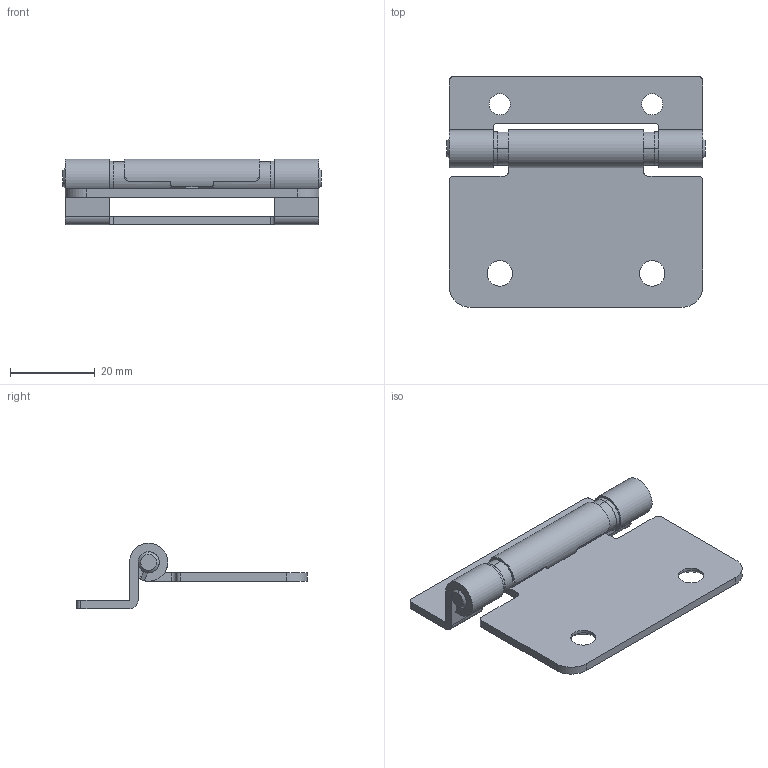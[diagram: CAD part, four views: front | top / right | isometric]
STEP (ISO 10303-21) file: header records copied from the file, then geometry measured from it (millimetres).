
FILE_DESCRIPTION( (''), '2;1');
FILE_NAME ('PC50.10060.TH_176_8508.stp','2019-12-26T16:05:04',(''),(''),'spGate 15.6.1','','');
FILE_SCHEMA (('AUTOMOTIVE_DESIGN'));
Length unit declared in the file: millimetre
Products named in the file (4): Assembly; ヒンジピース(B); ワッシャー; ヒンジピース(A)
Assembly tree (4 placements, depth 2):
  Assembly
    ヒンジピース(B)
    ワッシャー  x2
    ヒンジピース(A)
Bounding box: 61 x 54.5 x 15.5 mm (x, y, z)
Volume: 8883.5 mm3; surface area: 9325.2 mm2
Topology: 4 solids, 4 shells, 126 faces, 352 edges, 228 vertices
Faces by surface type: cylinder 56, plane 56, bspline 14
Entity records: 6734 total; most frequent: CARTESIAN_POINT 987, ORIENTED_EDGE 680, DIRECTION 614, COLOUR_RGB 463, PRESENTATION_STYLE_ASSIGNMENT 463, STYLED_ITEM 463, EDGE_CURVE 340, DRAUGHTING_PRE_DEFINED_CURVE_FONT 340
